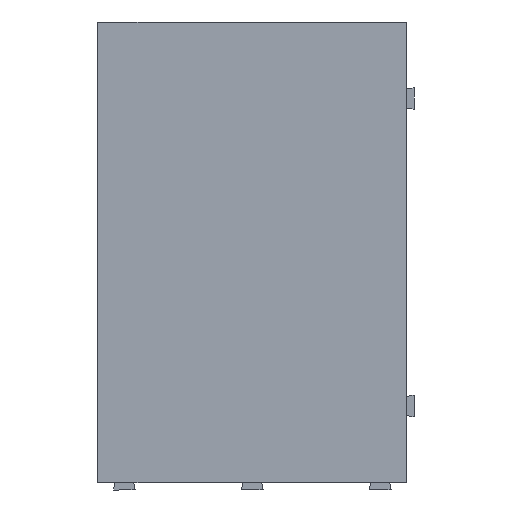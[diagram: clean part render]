
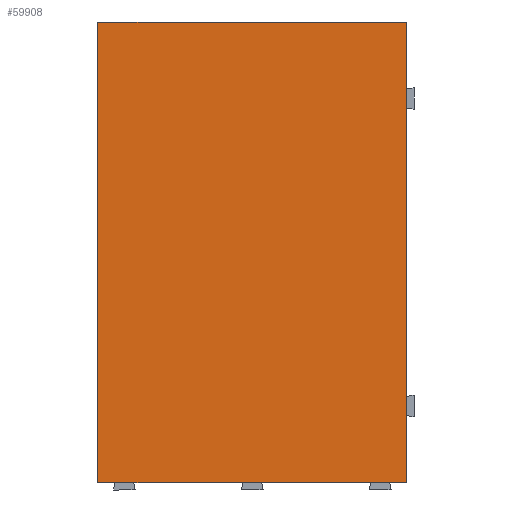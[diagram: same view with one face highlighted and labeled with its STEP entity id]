
A CAD part, front view. The second image highlights one B-rep face of the part: STEP entity #59908.
In plain terms, the highlighted planar face has unit normal (0, -1, 0).
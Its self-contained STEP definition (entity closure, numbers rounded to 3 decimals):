
#414 = VECTOR ( 'NONE', #57344, 1000. ) ;
#14924 = DIRECTION ( 'NONE',  ( -1., 0., 0. ) ) ;
#15040 = ORIENTED_EDGE ( 'NONE', *, *, #187508, .T. ) ;
#17476 = PLANE ( 'NONE',  #81584 ) ;
#19171 = CARTESIAN_POINT ( 'NONE',  ( -14.535, -5.25, -40.84 ) ) ;
#22202 = DIRECTION ( 'NONE',  ( 1., 0., 0. ) ) ;
#22218 = EDGE_LOOP ( 'NONE', ( #83199, #58026, #15040, #244781 ) ) ;
#27840 = CARTESIAN_POINT ( 'NONE',  ( -69.285, -5.25, -40.84 ) ) ;
#37710 = DIRECTION ( 'NONE',  ( 0., 0., -1. ) ) ;
#50421 = EDGE_CURVE ( 'NONE', #235515, #243432, #66710, .T. ) ;
#50964 = LINE ( 'NONE', #244082, #414 ) ;
#52361 = VECTOR ( 'NONE', #22202, 1000. ) ;
#52390 = DIRECTION ( 'NONE',  ( 0., -1., 0. ) ) ;
#53088 = CARTESIAN_POINT ( 'NONE',  ( -14.535, -5.25, 40.84 ) ) ;
#53525 = CARTESIAN_POINT ( 'NONE',  ( -69.285, -5.25, 40.84 ) ) ;
#57344 = DIRECTION ( 'NONE',  ( 0., 0., 1. ) ) ;
#58026 = ORIENTED_EDGE ( 'NONE', *, *, #87179, .T. ) ;
#59908 = ADVANCED_FACE ( 'NONE', ( #71189 ), #17476, .T. ) ;
#66710 = LINE ( 'NONE', #53525, #241958 ) ;
#71189 = FACE_OUTER_BOUND ( 'NONE', #22218, .T. ) ;
#81584 = AXIS2_PLACEMENT_3D ( 'NONE', #204315, #52390, #223285 ) ;
#83199 = ORIENTED_EDGE ( 'NONE', *, *, #237236, .T. ) ;
#87179 = EDGE_CURVE ( 'NONE', #117580, #171919, #50964, .T. ) ;
#97669 = CARTESIAN_POINT ( 'NONE',  ( -69.285, -5.25, -40.84 ) ) ;
#117580 = VERTEX_POINT ( 'NONE', #19171 ) ;
#129170 = CARTESIAN_POINT ( 'NONE',  ( -14.535, -5.25, 40.84 ) ) ;
#133007 = CARTESIAN_POINT ( 'NONE',  ( -69.285, -5.25, 40.84 ) ) ;
#139619 = LINE ( 'NONE', #53088, #178244 ) ;
#159340 = LINE ( 'NONE', #97669, #52361 ) ;
#171919 = VERTEX_POINT ( 'NONE', #129170 ) ;
#178244 = VECTOR ( 'NONE', #14924, 1000. ) ;
#187508 = EDGE_CURVE ( 'NONE', #171919, #235515, #139619, .T. ) ;
#204315 = CARTESIAN_POINT ( 'NONE',  ( -41.91, -5.25, -41.91 ) ) ;
#223285 = DIRECTION ( 'NONE',  ( -1., 0., 0. ) ) ;
#235515 = VERTEX_POINT ( 'NONE', #133007 ) ;
#237236 = EDGE_CURVE ( 'NONE', #243432, #117580, #159340, .T. ) ;
#241958 = VECTOR ( 'NONE', #37710, 1000. ) ;
#243432 = VERTEX_POINT ( 'NONE', #27840 ) ;
#244082 = CARTESIAN_POINT ( 'NONE',  ( -14.535, -5.25, -124.66 ) ) ;
#244781 = ORIENTED_EDGE ( 'NONE', *, *, #50421, .T. ) ;
